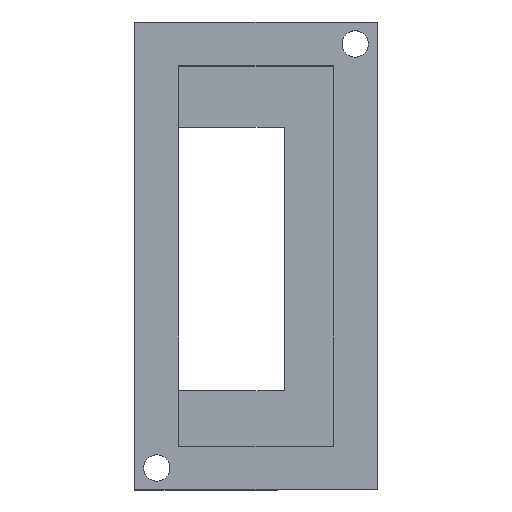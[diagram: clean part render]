
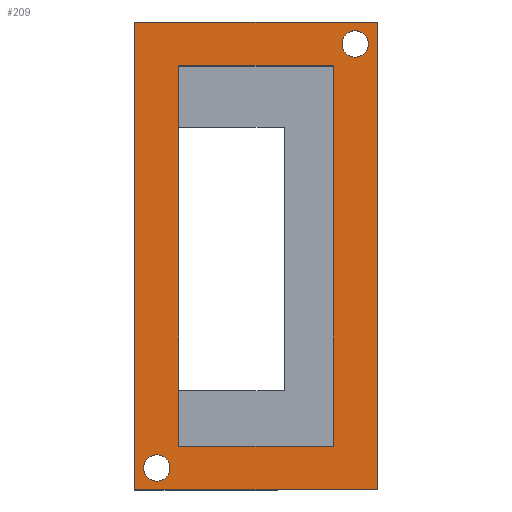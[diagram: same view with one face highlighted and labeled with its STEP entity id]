
A CAD part, top view. The second image highlights one B-rep face of the part: STEP entity #209.
In plain terms, the highlighted planar face has unit normal (0, 0, 1).
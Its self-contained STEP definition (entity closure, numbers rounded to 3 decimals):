
#4 = DIRECTION ( 'NONE',  ( 0., 0., 1. ) ) ;
#5 = VERTEX_POINT ( 'NONE', #175 ) ;
#6 = LINE ( 'NONE', #436, #467 ) ;
#9 = VECTOR ( 'NONE', #584, 1000. ) ;
#15 = VECTOR ( 'NONE', #44, 1000. ) ;
#20 = EDGE_LOOP ( 'NONE', ( #734, #27, #641, #816 ) ) ;
#27 = ORIENTED_EDGE ( 'NONE', *, *, #635, .F. ) ;
#40 = VERTEX_POINT ( 'NONE', #247 ) ;
#44 = DIRECTION ( 'NONE',  ( -1., 0., 0. ) ) ;
#60 = VERTEX_POINT ( 'NONE', #94 ) ;
#65 = CIRCLE ( 'NONE', #456, 1.5 ) ;
#88 = VECTOR ( 'NONE', #306, 1000. ) ;
#94 = CARTESIAN_POINT ( 'NONE',  ( -13.8, -26.65, 7. ) ) ;
#100 = EDGE_CURVE ( 'NONE', #292, #728, #65, .T. ) ;
#109 = CARTESIAN_POINT ( 'NONE',  ( 0., 0., 7. ) ) ;
#118 = CARTESIAN_POINT ( 'NONE',  ( 13.8, -26.65, 7. ) ) ;
#138 = DIRECTION ( 'NONE',  ( 0., 0., 1. ) ) ;
#158 = CARTESIAN_POINT ( 'NONE',  ( -13.8, -26.65, 7. ) ) ;
#173 = EDGE_CURVE ( 'NONE', #333, #702, #336, .T. ) ;
#175 = CARTESIAN_POINT ( 'NONE',  ( 9.8, 24.15, 7. ) ) ;
#191 = DIRECTION ( 'NONE',  ( -1., 0., 0. ) ) ;
#204 = VECTOR ( 'NONE', #650, 1000. ) ;
#209 = ADVANCED_FACE ( 'NONE', ( #945, #801, #655, #411 ), #886, .F. ) ;
#226 = CARTESIAN_POINT ( 'NONE',  ( -13.8, -26.65, 7. ) ) ;
#231 = CARTESIAN_POINT ( 'NONE',  ( -11.3, -24.15, 7. ) ) ;
#247 = CARTESIAN_POINT ( 'NONE',  ( 13.8, -26.65, 7. ) ) ;
#250 = ORIENTED_EDGE ( 'NONE', *, *, #100, .F. ) ;
#254 = EDGE_LOOP ( 'NONE', ( #453, #775 ) ) ;
#261 = VERTEX_POINT ( 'NONE', #758 ) ;
#263 = VERTEX_POINT ( 'NONE', #368 ) ;
#271 = DIRECTION ( 'NONE',  ( 0., 1., 0. ) ) ;
#285 = LINE ( 'NONE', #760, #9 ) ;
#286 = CIRCLE ( 'NONE', #407, 1.5 ) ;
#288 = DIRECTION ( 'NONE',  ( 1., 0., 0. ) ) ;
#292 = VERTEX_POINT ( 'NONE', #914 ) ;
#304 = DIRECTION ( 'NONE',  ( 1., 0., 0. ) ) ;
#306 = DIRECTION ( 'NONE',  ( 1., 0., 0. ) ) ;
#311 = CARTESIAN_POINT ( 'NONE',  ( -8.8, 21.65, 7. ) ) ;
#316 = EDGE_CURVE ( 'NONE', #263, #414, #419, .T. ) ;
#322 = ORIENTED_EDGE ( 'NONE', *, *, #597, .F. ) ;
#323 = AXIS2_PLACEMENT_3D ( 'NONE', #109, #636, #191 ) ;
#329 = EDGE_CURVE ( 'NONE', #414, #60, #388, .T. ) ;
#333 = VERTEX_POINT ( 'NONE', #311 ) ;
#336 = LINE ( 'NONE', #348, #204 ) ;
#338 = CARTESIAN_POINT ( 'NONE',  ( -13.8, 26.65, 7. ) ) ;
#348 = CARTESIAN_POINT ( 'NONE',  ( -8.8, -21.65, 7. ) ) ;
#355 = CARTESIAN_POINT ( 'NONE',  ( -9.8, -24.15, 7. ) ) ;
#368 = CARTESIAN_POINT ( 'NONE',  ( 13.8, 26.65, 7. ) ) ;
#388 = LINE ( 'NONE', #158, #572 ) ;
#407 = AXIS2_PLACEMENT_3D ( 'NONE', #447, #820, #754 ) ;
#411 = FACE_BOUND ( 'NONE', #20, .T. ) ;
#414 = VERTEX_POINT ( 'NONE', #338 ) ;
#415 = CARTESIAN_POINT ( 'NONE',  ( -8.8, 21.65, 7. ) ) ;
#419 = LINE ( 'NONE', #546, #15 ) ;
#436 = CARTESIAN_POINT ( 'NONE',  ( -8.8, -21.65, 7. ) ) ;
#447 = CARTESIAN_POINT ( 'NONE',  ( 11.3, 24.15, 7. ) ) ;
#453 = ORIENTED_EDGE ( 'NONE', *, *, #893, .F. ) ;
#456 = AXIS2_PLACEMENT_3D ( 'NONE', #474, #916, #483 ) ;
#467 = VECTOR ( 'NONE', #889, 1000. ) ;
#474 = CARTESIAN_POINT ( 'NONE',  ( -11.3, -24.15, 7. ) ) ;
#480 = VERTEX_POINT ( 'NONE', #943 ) ;
#483 = DIRECTION ( 'NONE',  ( 1., 0., 0. ) ) ;
#492 = VECTOR ( 'NONE', #721, 1000. ) ;
#529 = EDGE_CURVE ( 'NONE', #261, #333, #858, .T. ) ;
#535 = VECTOR ( 'NONE', #271, 1000. ) ;
#546 = CARTESIAN_POINT ( 'NONE',  ( -13.8, 26.65, 7. ) ) ;
#555 = EDGE_LOOP ( 'NONE', ( #935, #922, #632, #873 ) ) ;
#567 = EDGE_CURVE ( 'NONE', #60, #40, #763, .T. ) ;
#572 = VECTOR ( 'NONE', #773, 1000. ) ;
#580 = VERTEX_POINT ( 'NONE', #959 ) ;
#584 = DIRECTION ( 'NONE',  ( 0., 1., 0. ) ) ;
#597 = EDGE_CURVE ( 'NONE', #728, #292, #606, .T. ) ;
#605 = EDGE_CURVE ( 'NONE', #580, #261, #285, .T. ) ;
#606 = CIRCLE ( 'NONE', #941, 1.5 ) ;
#632 = ORIENTED_EDGE ( 'NONE', *, *, #329, .T. ) ;
#635 = EDGE_CURVE ( 'NONE', #702, #580, #6, .T. ) ;
#636 = DIRECTION ( 'NONE',  ( 0., 0., -1. ) ) ;
#640 = CIRCLE ( 'NONE', #765, 1.5 ) ;
#641 = ORIENTED_EDGE ( 'NONE', *, *, #173, .F. ) ;
#650 = DIRECTION ( 'NONE',  ( 0., -1., 0. ) ) ;
#655 = FACE_OUTER_BOUND ( 'NONE', #555, .T. ) ;
#675 = EDGE_CURVE ( 'NONE', #5, #480, #640, .T. ) ;
#702 = VERTEX_POINT ( 'NONE', #966 ) ;
#721 = DIRECTION ( 'NONE',  ( -1., 0., 0. ) ) ;
#728 = VERTEX_POINT ( 'NONE', #355 ) ;
#731 = LINE ( 'NONE', #118, #535 ) ;
#734 = ORIENTED_EDGE ( 'NONE', *, *, #605, .F. ) ;
#737 = EDGE_CURVE ( 'NONE', #40, #263, #731, .T. ) ;
#754 = DIRECTION ( 'NONE',  ( 1., 0., 0. ) ) ;
#758 = CARTESIAN_POINT ( 'NONE',  ( 8.8, 21.65, 7. ) ) ;
#760 = CARTESIAN_POINT ( 'NONE',  ( 8.8, -21.65, 7. ) ) ;
#763 = LINE ( 'NONE', #226, #88 ) ;
#765 = AXIS2_PLACEMENT_3D ( 'NONE', #810, #138, #288 ) ;
#773 = DIRECTION ( 'NONE',  ( 0., -1., 0. ) ) ;
#775 = ORIENTED_EDGE ( 'NONE', *, *, #675, .F. ) ;
#801 = FACE_BOUND ( 'NONE', #254, .T. ) ;
#810 = CARTESIAN_POINT ( 'NONE',  ( 11.3, 24.15, 7. ) ) ;
#816 = ORIENTED_EDGE ( 'NONE', *, *, #529, .F. ) ;
#820 = DIRECTION ( 'NONE',  ( 0., 0., 1. ) ) ;
#857 = EDGE_LOOP ( 'NONE', ( #322, #250 ) ) ;
#858 = LINE ( 'NONE', #415, #492 ) ;
#873 = ORIENTED_EDGE ( 'NONE', *, *, #567, .T. ) ;
#886 = PLANE ( 'NONE',  #323 ) ;
#889 = DIRECTION ( 'NONE',  ( 1., 0., 0. ) ) ;
#893 = EDGE_CURVE ( 'NONE', #480, #5, #286, .T. ) ;
#914 = CARTESIAN_POINT ( 'NONE',  ( -12.8, -24.15, 7. ) ) ;
#916 = DIRECTION ( 'NONE',  ( 0., 0., 1. ) ) ;
#922 = ORIENTED_EDGE ( 'NONE', *, *, #316, .T. ) ;
#935 = ORIENTED_EDGE ( 'NONE', *, *, #737, .T. ) ;
#941 = AXIS2_PLACEMENT_3D ( 'NONE', #231, #4, #304 ) ;
#943 = CARTESIAN_POINT ( 'NONE',  ( 12.8, 24.15, 7. ) ) ;
#945 = FACE_BOUND ( 'NONE', #857, .T. ) ;
#959 = CARTESIAN_POINT ( 'NONE',  ( 8.8, -21.65, 7. ) ) ;
#966 = CARTESIAN_POINT ( 'NONE',  ( -8.8, -21.65, 7. ) ) ;
